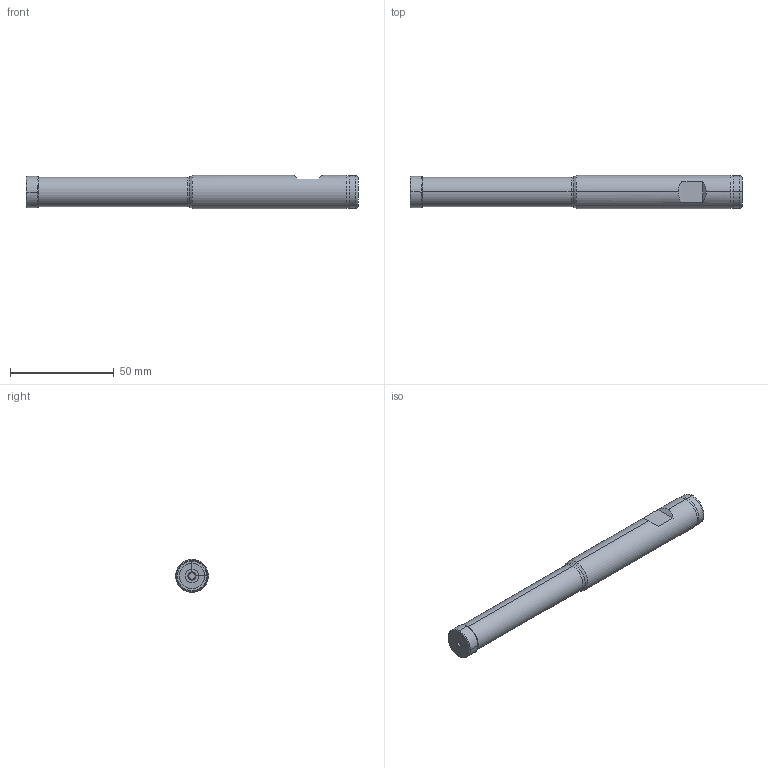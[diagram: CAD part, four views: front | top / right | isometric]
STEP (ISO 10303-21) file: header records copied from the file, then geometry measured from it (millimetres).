
FILE_DESCRIPTION (( 'STEP AP214' ), '1' );
FILE_NAME ('ACBM-SP06-D15x4-W16-L160-Z02-H-LIGHT.STP', '2023-12-05T09:03:35', ( '' ), ( '' ), 'SwSTEP 2.0', 'SolidWorks 2018', '' );
FILE_SCHEMA (( 'AUTOMOTIVE_DESIGN' ));
Length unit declared in the file: millimetre
Products named in the file (1): ACBM-SP06-D15x4-W16-L160-Z02-H-LIGHT
Bounding box: 160 x 16 x 16 mm (x, y, z)
Volume: 29120.7 mm3; surface area: 8486.7 mm2
Topology: 2 solids, 2 shells, 44 faces, 89 edges, 48 vertices
Faces by surface type: bspline 12, plane 10, cone 8, torus 8, cylinder 6
Entity records: 1822 total; most frequent: CARTESIAN_POINT 426, DIRECTION 193, ORIENTED_EDGE 178, EDGE_CURVE 89, AXIS2_PLACEMENT_3D 83, CIRCLE 50, VERTEX_POINT 48, UNCERTAINTY_MEASURE_WITH_UNIT 48
